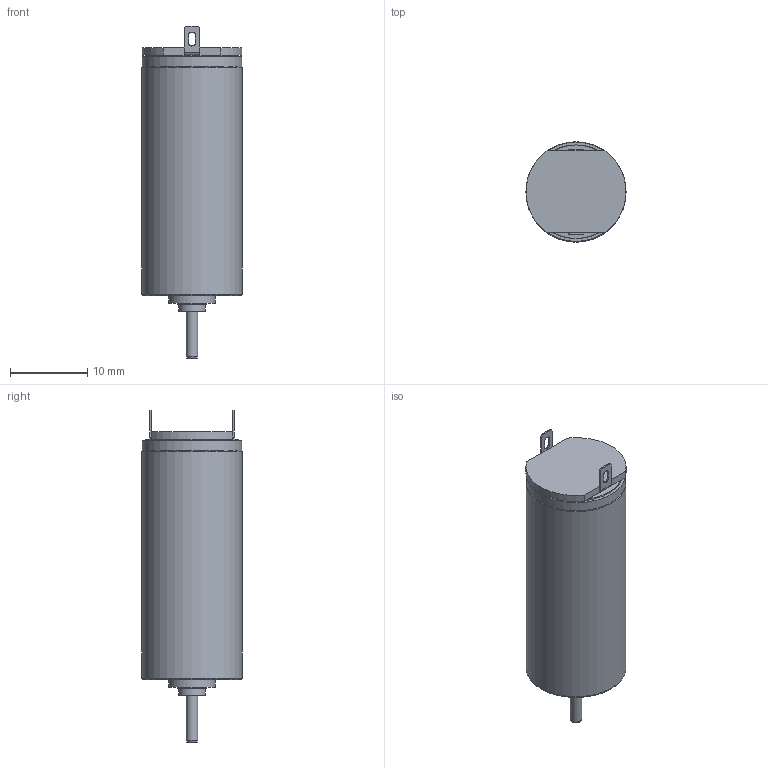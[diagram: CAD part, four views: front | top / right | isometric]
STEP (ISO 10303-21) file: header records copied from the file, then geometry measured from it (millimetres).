
FILE_DESCRIPTION(/* description */ (''),/* implementation_level */ '2;1');
FILE_NAME(/* name */ '1331TxxxSR_K',/* time_stamp */ '2008-01-03T10:55:22+01:00',/* author */ (''),/* organization */ (''),/* preprocessor_version */ 'ST-DEVELOPER v9',/* originating_system */ 'UGS - NX 3.0',/* authorisation */ '');
FILE_SCHEMA (('CONFIG_CONTROL_DESIGN'));
Length unit declared in the file: millimetre
Products named in the file (1): haegEA692a1j
Bounding box: 13 x 13 x 43.1 mm (x, y, z)
Volume: 4303 mm3; surface area: 1697.9 mm2
Topology: 1 solids, 1 shells, 70 faces, 167 edges, 109 vertices
Faces by surface type: plane 40, cylinder 25, cone 5
Full cylindrical faces by diameter (mm): 1.3 x3, 1.5 x1, 3.5 x1, 3.8 x1, 6 x1, 12.9 x1, 13 x1
Entity records: 2022 total; most frequent: DIRECTION 358, CARTESIAN_POINT 323, ORIENTED_EDGE 296, EDGE_CURVE 148, AXIS2_PLACEMENT_3D 139, VERTEX_POINT 104, EDGE_LOOP 98, LINE 80
